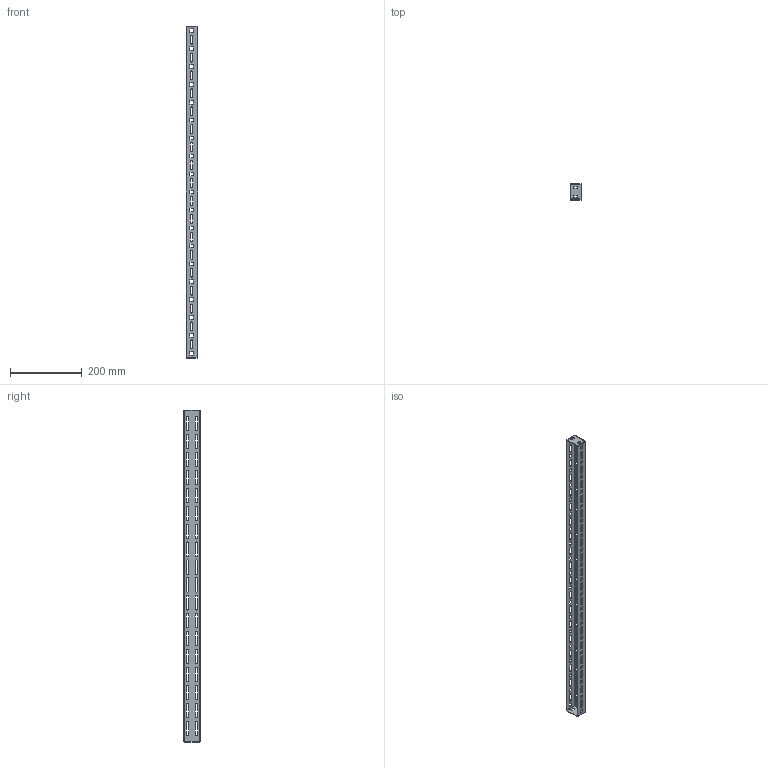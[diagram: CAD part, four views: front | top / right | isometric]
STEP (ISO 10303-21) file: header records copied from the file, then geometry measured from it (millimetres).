
FILE_DESCRIPTION (( 'STEP AP203' ), '1' );
FILE_NAME ('Ïîïåðå÷íàÿ ðåéêà ñïåöèàëüíàÿ FORD äëÿ êðåïëåíèÿ ê âåðòèêàëüíûì ðåéêàì äëÿ êîðïóñà øèðèíîé 1000 (4øò.) EKF PROxima.STEP', '2020-10-26T06:51:40', ( '' ), ( '' ), 'SwSTEP 2.0', 'SolidWorks 2019', '' );
FILE_SCHEMA (( 'CONFIG_CONTROL_DESIGN' ));
Length unit declared in the file: millimetre
Products named in the file (1): Ïîïåðå÷íàÿ ðåéêà ñïåöèàëüíàÿ FORD äëÿ êðåïëåíèÿ ê âåðòèêàëüíûì ðåéêàì äëÿ êîðïóñà øèðèíîé 1000 (4øò.) EKF PROxima
Bounding box: 33 x 45 x 926 mm (x, y, z)
Volume: 122143.9 mm3; surface area: 176372.1 mm2
Topology: 1 solids, 1 shells, 534 faces, 1564 edges, 1032 vertices
Faces by surface type: plane 334, cylinder 200
Entity records: 18225 total; most frequent: CARTESIAN_POINT 3131, ORIENTED_EDGE 3128, DIRECTION 3034, EDGE_CURVE 1564, VECTOR 1164, LINE 1164, VERTEX_POINT 1032, AXIS2_PLACEMENT_3D 935
